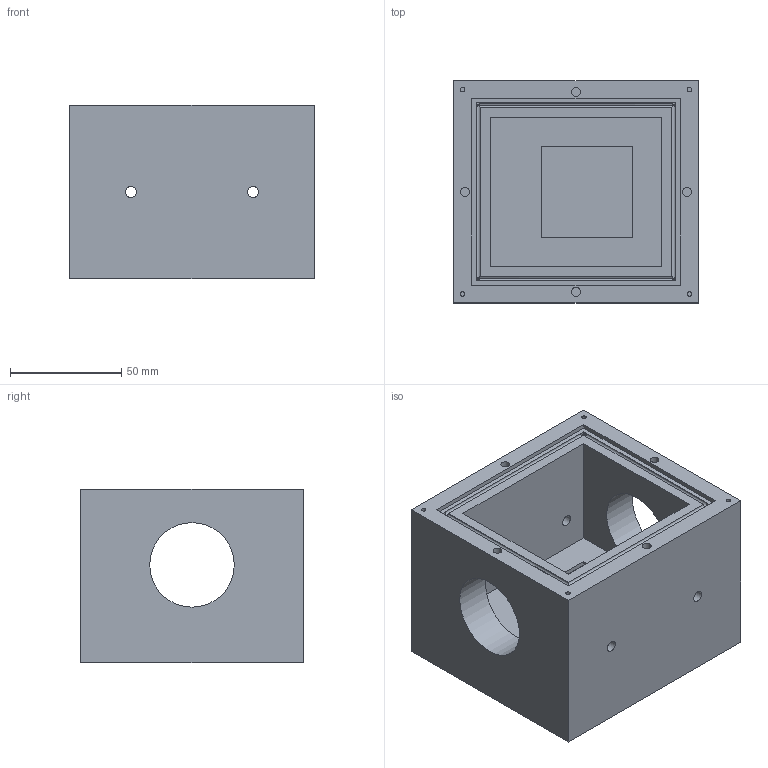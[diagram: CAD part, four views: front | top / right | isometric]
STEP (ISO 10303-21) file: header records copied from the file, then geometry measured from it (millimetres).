
FILE_DESCRIPTION(('FreeCAD Model'),'2;1');
FILE_NAME('outer_shell.step','2020-11-19T16:47:17',('Author'),(''), 'Open CASCADE STEP processor 7.3','FreeCAD','Unknown');
FILE_SCHEMA(('AUTOMOTIVE_DESIGN { 1 0 10303 214 1 1 1 1 }'));
Length unit declared in the file: millimetre
Products named in the file (1): difference017
Bounding box: 110 x 100 x 78 mm (x, y, z)
Volume: 530395.2 mm3; surface area: 72454.8 mm2
Topology: 1 solids, 1 shells, 96 faces, 197 edges, 115 vertices
Faces by surface type: cylinder 50, plane 46
Full cylindrical faces by diameter (mm): 2 x4, 4 x4, 5 x4, 38 x2
Entity records: 6061 total; most frequent: CARTESIAN_POINT 1447, DIRECTION 702, ORIENTED_EDGE 394, PCURVE 394, DEFINITIONAL_REPRESENTATION 394, LINE 286, VECTOR 286, EDGE_CURVE 197
